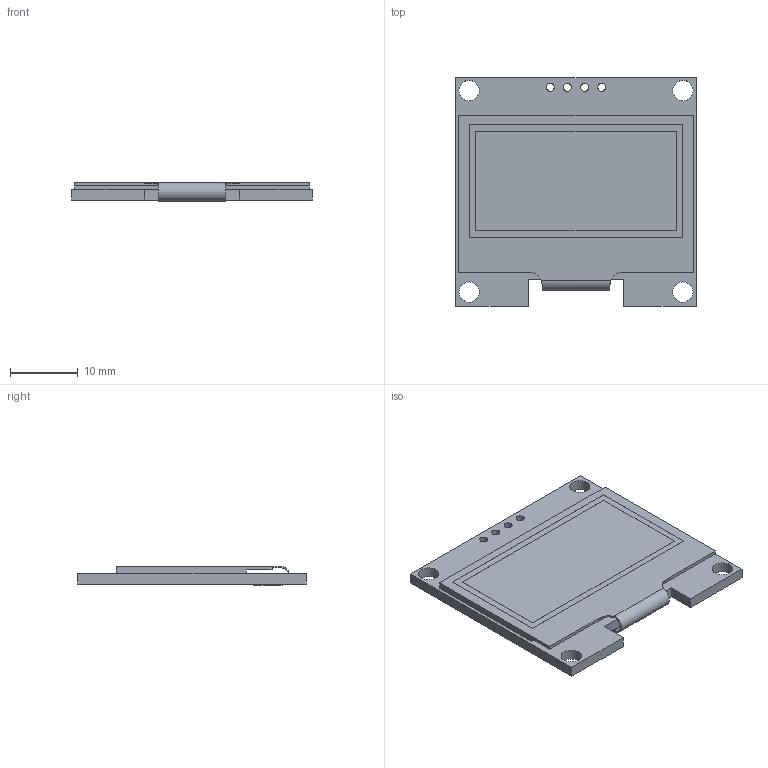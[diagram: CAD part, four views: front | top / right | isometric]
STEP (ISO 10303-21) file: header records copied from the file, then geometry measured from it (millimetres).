
FILE_DESCRIPTION(/* description */ (''),/* implementation_level */ '2;1');
FILE_NAME(/* name */ 'SH1106_LCD_1.3.stp',/* time_stamp */ '2023-11-24T02:21:16-05:00',/* author */ ('Ishaan'),/* organization */ (''),/* preprocessor_version */ 'ST-DEVELOPER v19.2',/* originating_system */ 'Autodesk Inventor 2024',/* authorisation */ '');
FILE_SCHEMA (('AUTOMOTIVE_DESIGN { 1 0 10303 214 3 1 1 }'));
Length unit declared in the file: millimetre
Products named in the file (1): SH1106
Bounding box: 35.5 x 33.7 x 2.8 mm (x, y, z)
Volume: 2517.7 mm3; surface area: 3027.9 mm2
Topology: 1 solids, 1 shells, 45 faces, 124 edges, 82 vertices
Faces by surface type: plane 33, cylinder 12
Full cylindrical faces by diameter (mm): 1.2 x4, 3 x4
Entity records: 1566 total; most frequent: CARTESIAN_POINT 276, ORIENTED_EDGE 248, DIRECTION 236, EDGE_CURVE 124, LINE 96, VECTOR 96, VERTEX_POINT 82, AXIS2_PLACEMENT_3D 70
